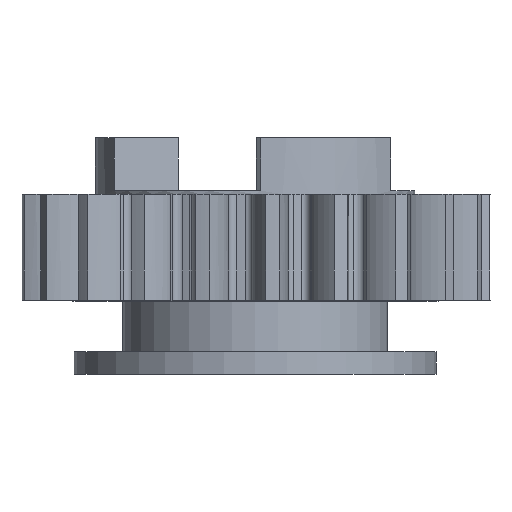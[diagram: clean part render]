
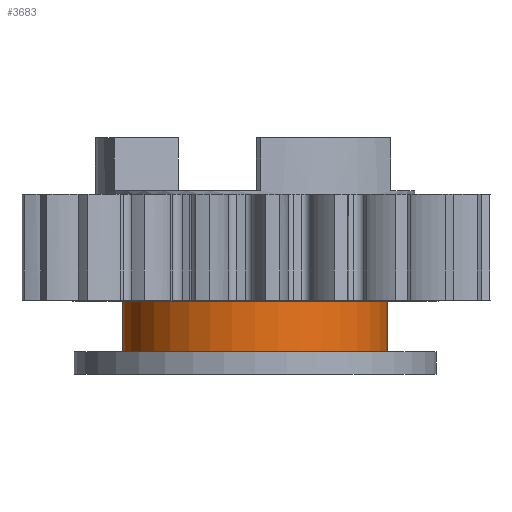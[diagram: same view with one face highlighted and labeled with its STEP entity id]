
A CAD part, front view. The second image highlights one B-rep face of the part: STEP entity #3683.
In plain terms, the highlighted cylindrical face has radius 17.5 mm (diameter 35 mm), a full revolution.
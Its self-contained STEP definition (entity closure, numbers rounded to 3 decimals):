
#152=LINE('',#5322,#456);
#456=VECTOR('',#4293,17.5);
#754=CYLINDRICAL_SURFACE('',#3908,17.5);
#855=FACE_OUTER_BOUND('',#1058,.T.);
#1058=EDGE_LOOP('',(#2458,#2459,#2460,#2461));
#1260=CIRCLE('',#3898,17.5);
#1268=CIRCLE('',#3909,17.5);
#1460=VERTEX_POINT('',#5289);
#1474=VERTEX_POINT('',#5321);
#1852=EDGE_CURVE('',#1460,#1460,#1260,.T.);
#1867=EDGE_CURVE('',#1460,#1474,#152,.T.);
#1868=EDGE_CURVE('',#1474,#1474,#1268,.T.);
#2458=ORIENTED_EDGE('',*,*,#1852,.F.);
#2459=ORIENTED_EDGE('',*,*,#1867,.T.);
#2460=ORIENTED_EDGE('',*,*,#1868,.F.);
#2461=ORIENTED_EDGE('',*,*,#1867,.F.);
#3683=ADVANCED_FACE('',(#855),#754,.T.);
#3898=AXIS2_PLACEMENT_3D('',#5290,#4264,#4265);
#3908=AXIS2_PLACEMENT_3D('',#5320,#4291,#4292);
#3909=AXIS2_PLACEMENT_3D('',#5323,#4294,#4295);
#4264=DIRECTION('center_axis',(0.,0.,-1.));
#4265=DIRECTION('ref_axis',(1.,0.,0.));
#4291=DIRECTION('center_axis',(0.,0.,-1.));
#4292=DIRECTION('ref_axis',(1.,0.,0.));
#4293=DIRECTION('',(0.,0.,1.));
#4294=DIRECTION('center_axis',(0.,0.,1.));
#4295=DIRECTION('ref_axis',(1.,0.,0.));
#5289=CARTESIAN_POINT('',(-17.5,0.,3.));
#5290=CARTESIAN_POINT('Origin',(0.,0.,
3.));
#5320=CARTESIAN_POINT('Origin',(0.,0.,
9.8));
#5321=CARTESIAN_POINT('',(-17.5,0.,9.7));
#5322=CARTESIAN_POINT('',(-17.5,0.,9.8));
#5323=CARTESIAN_POINT('Origin',(0.,0.,
9.7));
